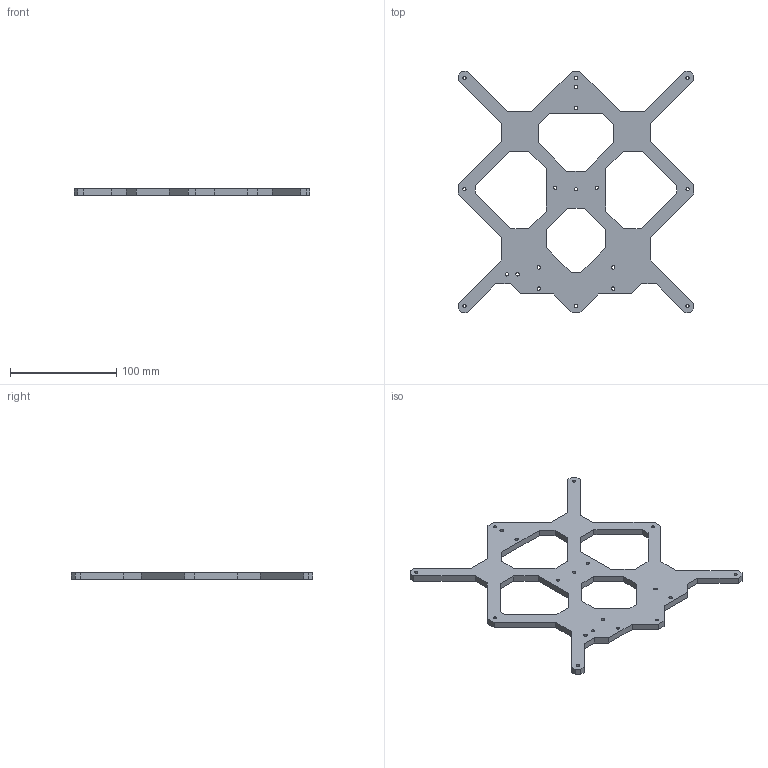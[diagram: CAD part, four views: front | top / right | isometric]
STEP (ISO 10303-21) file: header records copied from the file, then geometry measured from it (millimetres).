
FILE_DESCRIPTION(/* description */ (''),/* implementation_level */ '2;1');
FILE_NAME(/* name */ 'Prusa MK52 Bed Carriage.step',/* time_stamp */ '2024-04-06T13:20:50+02:00',/* author */ (''),/* organization */ (''),/* preprocessor_version */ 'ST-DEVELOPER v20',/* originating_system */ 'Autodesk Translation Framework v12.20.1.177',/* authorisation */ '');
FILE_SCHEMA (('AUTOMOTIVE_DESIGN { 1 0 10303 214 3 1 1 }'));
Length unit declared in the file: millimetre
Products named in the file (2): (Unsaved); Prusa MK3/MK4 Y Carriage
Assembly tree (1 placements, depth 2):
  (Unsaved)
    Prusa MK3/MK4 Y Carriage
Bounding box: 222 x 227 x 6 mm (x, y, z)
Volume: 120200.8 mm3; surface area: 52966.5 mm2
Topology: 1 solids, 1 shells, 97 faces, 285 edges, 190 vertices
Faces by surface type: plane 78, cylinder 19
Full cylindrical faces by diameter (mm): 3 x11, 3.2 x8
Entity records: 3349 total; most frequent: CARTESIAN_POINT 575, ORIENTED_EDGE 570, DIRECTION 523, EDGE_CURVE 285, LINE 247, VECTOR 247, VERTEX_POINT 190, EDGE_LOOP 143
